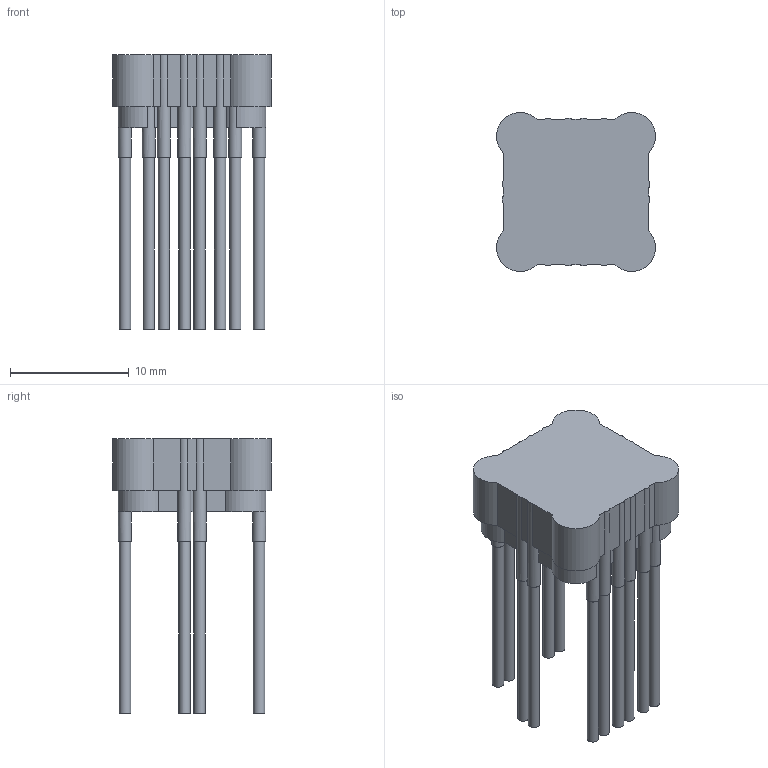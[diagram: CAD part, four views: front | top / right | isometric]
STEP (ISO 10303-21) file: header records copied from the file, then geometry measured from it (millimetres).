
FILE_DESCRIPTION(('Open CASCADE Model'),'2;1');
FILE_NAME('Open CASCADE Shape Model','2023-12-13T03:13:40',('Author'),( 'Open CASCADE'),'Open CASCADE STEP processor 7.7','Open CASCADE 7.7' ,'Unknown');
FILE_SCHEMA(('AUTOMOTIVE_DESIGN { 1 0 10303 214 1 1 1 1 }'));
Length unit declared in the file: millimetre
Products named in the file (2): cv_print; cv_print_part
Assembly tree (1 placements, depth 2):
  cv_print
    cv_print_part
Bounding box: 13.36 x 13.36 x 23.1 mm (x, y, z)
Volume: 1146.7 mm3; surface area: 1468.5 mm2
Topology: 1 solids, 1 shells, 118 faces, 294 edges, 194 vertices
Faces by surface type: plane 74, cylinder 44
Full cylindrical faces by diameter (mm): 0.95 x16, 1.1 x16
Entity records: 3391 total; most frequent: CARTESIAN_POINT 629, ORIENTED_EDGE 444, PCURVE 443, EDGE_CURVE 294, SURFACE_CURVE 203, VERTEX_POINT 194, LINE 189, CIRCLE 150
